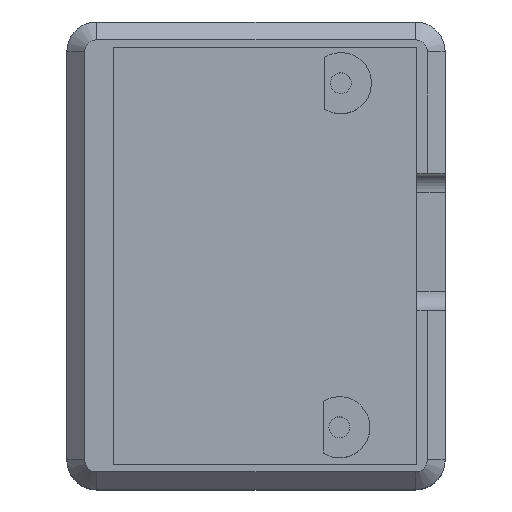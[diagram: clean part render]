
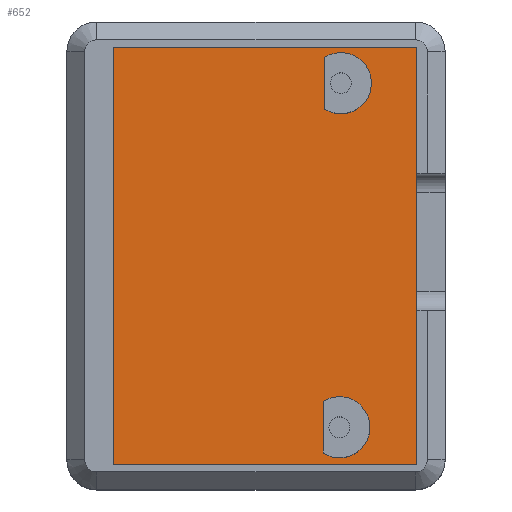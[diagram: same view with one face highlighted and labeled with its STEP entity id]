
A CAD part, top view. The second image highlights one B-rep face of the part: STEP entity #652.
In plain terms, the highlighted planar face has unit normal (0, 0, 1).
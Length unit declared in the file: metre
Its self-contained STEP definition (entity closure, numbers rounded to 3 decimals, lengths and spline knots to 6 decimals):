
#17=CIRCLE('',#696,0.00205);
#31=CIRCLE('',#721,0.00205);
#127=ORIENTED_EDGE('',*,*,#298,.F.);
#128=ORIENTED_EDGE('',*,*,#299,.T.);
#129=ORIENTED_EDGE('',*,*,#242,.F.);
#130=ORIENTED_EDGE('',*,*,#300,.F.);
#131=ORIENTED_EDGE('',*,*,#257,.F.);
#132=ORIENTED_EDGE('',*,*,#269,.T.);
#133=ORIENTED_EDGE('',*,*,#237,.T.);
#134=ORIENTED_EDGE('',*,*,#264,.T.);
#237=EDGE_CURVE('',#330,#329,#389,.T.);
#242=EDGE_CURVE('',#334,#332,#17,.F.);
#257=EDGE_CURVE('',#348,#349,#404,.T.);
#264=EDGE_CURVE('',#329,#349,#410,.T.);
#269=EDGE_CURVE('',#348,#330,#414,.T.);
#298=EDGE_CURVE('',#379,#380,#31,.F.);
#299=EDGE_CURVE('',#379,#380,#435,.T.);
#300=EDGE_CURVE('',#332,#334,#436,.T.);
#329=VERTEX_POINT('',#963);
#330=VERTEX_POINT('',#965);
#332=VERTEX_POINT('',#970);
#334=VERTEX_POINT('',#974);
#348=VERTEX_POINT('',#1006);
#349=VERTEX_POINT('',#1008);
#379=VERTEX_POINT('',#1087);
#380=VERTEX_POINT('',#1088);
#389=LINE('',#964,#457);
#404=LINE('',#1007,#472);
#410=LINE('',#1021,#478);
#414=LINE('',#1029,#482);
#435=LINE('',#1089,#503);
#436=LINE('',#1090,#504);
#457=VECTOR('',#764,1.);
#472=VECTOR('',#797,1.);
#478=VECTOR('',#807,1.);
#482=VECTOR('',#815,1.);
#503=VECTOR('',#866,1.);
#504=VECTOR('',#867,1.);
#535=EDGE_LOOP('',(#127,#128));
#536=EDGE_LOOP('',(#129,#130));
#537=EDGE_LOOP('',(#131,#132,#133,#134));
#581=FACE_BOUND('',#535,.T.);
#582=FACE_BOUND('',#536,.T.);
#583=FACE_BOUND('',#537,.T.);
#625=PLANE('',#720);
#652=ADVANCED_FACE('',(#581,#582,#583),#625,.F.);
#696=AXIS2_PLACEMENT_3D('',#975,#772,#773);
#720=AXIS2_PLACEMENT_3D('',#1085,#862,#863);
#721=AXIS2_PLACEMENT_3D('',#1086,#864,#865);
#764=DIRECTION('',(1.,0.,0.));
#772=DIRECTION('',(0.,0.,-1.));
#773=DIRECTION('',(-1.,0.,0.));
#797=DIRECTION('',(1.,0.,0.));
#807=DIRECTION('',(0.,1.,0.));
#815=DIRECTION('',(0.,-1.,0.));
#862=DIRECTION('',(0.,0.,-1.));
#863=DIRECTION('',(1.,0.,0.));
#864=DIRECTION('',(0.,0.,-1.));
#865=DIRECTION('',(-1.,0.,0.));
#866=DIRECTION('',(0.,1.,0.));
#867=DIRECTION('',(0.,-1.,0.));
#963=CARTESIAN_POINT('',(0.0108,-0.014,0.0015));
#964=CARTESIAN_POINT('',(0.,-0.014,0.0015));
#965=CARTESIAN_POINT('',(-0.0118,-0.014,0.0015));
#970=CARTESIAN_POINT('',(0.0046,0.01333,0.0015));
#974=CARTESIAN_POINT('',(0.0046,0.00987,0.0015));
#975=CARTESIAN_POINT('',(0.0057,0.0116,0.0015));
#1006=CARTESIAN_POINT('',(-0.0118,0.014,0.0015));
#1007=CARTESIAN_POINT('',(0.,0.014,0.0015));
#1008=CARTESIAN_POINT('',(0.0108,0.014,0.0015));
#1021=CARTESIAN_POINT('',(0.0108,0.,0.0015));
#1029=CARTESIAN_POINT('',(-0.0118,0.,0.0015));
#1085=CARTESIAN_POINT('',(0.,0.,0.0015));
#1086=CARTESIAN_POINT('',(0.0056,-0.0115,0.0015));
#1087=CARTESIAN_POINT('',(0.0045,-0.01323,0.0015));
#1088=CARTESIAN_POINT('',(0.0045,-0.00977,0.0015));
#1089=CARTESIAN_POINT('',(0.0045,-0.0115,0.0015));
#1090=CARTESIAN_POINT('',(0.0046,0.0115,0.0015));
